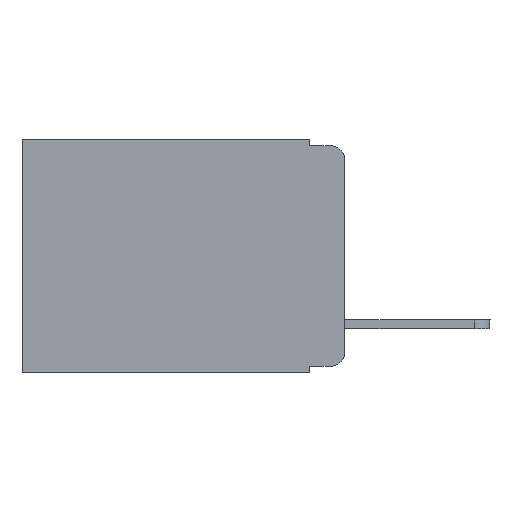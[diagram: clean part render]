
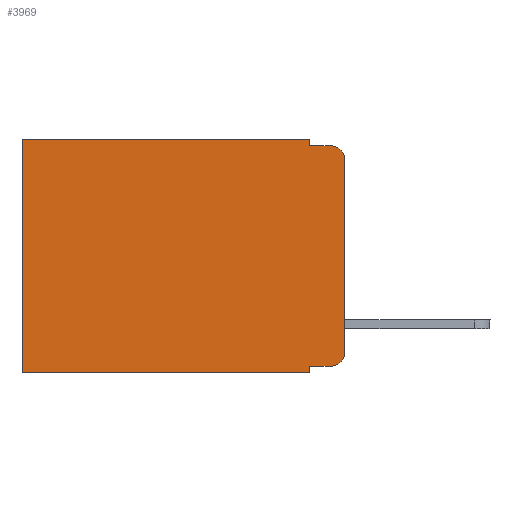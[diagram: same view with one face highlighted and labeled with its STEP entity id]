
A CAD part, left-side view. The second image highlights one B-rep face of the part: STEP entity #3969.
In plain terms, the highlighted planar face has unit normal (-1, 0, 0).
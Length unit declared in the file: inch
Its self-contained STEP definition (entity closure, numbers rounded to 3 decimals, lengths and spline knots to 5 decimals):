
#64 = VERTEX_POINT ( 'NONE', #7120 ) ;
#136 = ORIENTED_EDGE ( 'NONE', *, *, #13303, .F. ) ;
#360 = CARTESIAN_POINT ( 'NONE',  ( 0.298, 0.051, -0.01 ) ) ;
#476 = DIRECTION ( 'NONE',  ( 0., 0., -1. ) ) ;
#530 = LINE ( 'NONE', #8421, #2826 ) ;
#671 = EDGE_CURVE ( 'NONE', #3838, #5288, #530, .T. ) ;
#920 = CARTESIAN_POINT ( 'NONE',  ( 0.298, 0.051, 0. ) ) ;
#1181 = LINE ( 'NONE', #6775, #8738 ) ;
#1255 = CARTESIAN_POINT ( 'NONE',  ( 0.298, 0., -0.03 ) ) ;
#1296 = ORIENTED_EDGE ( 'NONE', *, *, #11016, .F. ) ;
#1630 = CARTESIAN_POINT ( 'NONE',  ( 0.298, 0.02, -0.333 ) ) ;
#1639 = VECTOR ( 'NONE', #10766, 39.37008 ) ;
#1841 = ORIENTED_EDGE ( 'NONE', *, *, #671, .T. ) ;
#2067 = VERTEX_POINT ( 'NONE', #10499 ) ;
#2145 = CARTESIAN_POINT ( 'NONE',  ( 0.298, 0., 0. ) ) ;
#2826 = VECTOR ( 'NONE', #7982, 39.37008 ) ;
#3011 = ORIENTED_EDGE ( 'NONE', *, *, #11975, .T. ) ;
#3174 = VECTOR ( 'NONE', #3260, 39.37008 ) ;
#3254 = EDGE_CURVE ( 'NONE', #3326, #64, #9509, .T. ) ;
#3260 = DIRECTION ( 'NONE',  ( 0., 0., -1. ) ) ;
#3326 = VERTEX_POINT ( 'NONE', #1255 ) ;
#3502 = CARTESIAN_POINT ( 'NONE',  ( 0.298, 0.051, -0.343 ) ) ;
#3588 = PLANE ( 'NONE',  #13221 ) ;
#3838 = VERTEX_POINT ( 'NONE', #7212 ) ;
#3930 = DIRECTION ( 'NONE',  ( 0., 0., -1. ) ) ;
#3969 = ADVANCED_FACE ( 'NONE', ( #8814 ), #3588, .F. ) ;
#4308 = ORIENTED_EDGE ( 'NONE', *, *, #5242, .T. ) ;
#4405 = ORIENTED_EDGE ( 'NONE', *, *, #10921, .F. ) ;
#4710 = CARTESIAN_POINT ( 'NONE',  ( 0.298, 0., 0. ) ) ;
#4786 = DIRECTION ( 'NONE',  ( 0., -1., 0. ) ) ;
#5009 = CARTESIAN_POINT ( 'NONE',  ( 0.298, 0., 0. ) ) ;
#5096 = CARTESIAN_POINT ( 'NONE',  ( 0.298, 0.02, -0.03 ) ) ;
#5242 = EDGE_CURVE ( 'NONE', #5288, #2067, #8625, .T. ) ;
#5288 = VERTEX_POINT ( 'NONE', #1630 ) ;
#5422 = VERTEX_POINT ( 'NONE', #8304 ) ;
#5793 = CARTESIAN_POINT ( 'NONE',  ( 0.298, 0.051, -0.01 ) ) ;
#6592 = ORIENTED_EDGE ( 'NONE', *, *, #3254, .T. ) ;
#6672 = ORIENTED_EDGE ( 'NONE', *, *, #8148, .T. ) ;
#6720 = VECTOR ( 'NONE', #3930, 39.37008 ) ;
#6771 = AXIS2_PLACEMENT_3D ( 'NONE', #10015, #11127, #8120 ) ;
#6775 = CARTESIAN_POINT ( 'NONE',  ( 0.298, 0.473, 0. ) ) ;
#7110 = EDGE_CURVE ( 'NONE', #3838, #9456, #8853, .T. ) ;
#7120 = CARTESIAN_POINT ( 'NONE',  ( 0.298, 0.02, -0.01 ) ) ;
#7189 = CARTESIAN_POINT ( 'NONE',  ( 0.298, 0.051, 0. ) ) ;
#7212 = CARTESIAN_POINT ( 'NONE',  ( 0.298, 0.051, -0.333 ) ) ;
#7299 = ORIENTED_EDGE ( 'NONE', *, *, #10634, .F. ) ;
#7371 = DIRECTION ( 'NONE',  ( 0., 0., -1. ) ) ;
#7765 = ORIENTED_EDGE ( 'NONE', *, *, #7110, .F. ) ;
#7965 = DIRECTION ( 'NONE',  ( 0., 0., -1. ) ) ;
#7982 = DIRECTION ( 'NONE',  ( 0., -1., 0. ) ) ;
#8120 = DIRECTION ( 'NONE',  ( 0., 0., -1. ) ) ;
#8148 = EDGE_CURVE ( 'NONE', #5422, #13355, #11002, .T. ) ;
#8304 = CARTESIAN_POINT ( 'NONE',  ( 0.298, 0.051, 0. ) ) ;
#8339 = DIRECTION ( 'NONE',  ( -1., 0., 0. ) ) ;
#8421 = CARTESIAN_POINT ( 'NONE',  ( 0.298, 0.051, -0.333 ) ) ;
#8625 = CIRCLE ( 'NONE', #6771, 0.02 ) ;
#8738 = VECTOR ( 'NONE', #476, 39.37008 ) ;
#8767 = VECTOR ( 'NONE', #4786, 39.37008 ) ;
#8814 = FACE_OUTER_BOUND ( 'NONE', #11501, .T. ) ;
#8853 = LINE ( 'NONE', #7189, #6720 ) ;
#9099 = LINE ( 'NONE', #5793, #8767 ) ;
#9281 = VECTOR ( 'NONE', #10270, 39.37008 ) ;
#9456 = VERTEX_POINT ( 'NONE', #3502 ) ;
#9509 = CIRCLE ( 'NONE', #13116, 0.02 ) ;
#9690 = CARTESIAN_POINT ( 'NONE',  ( 0.298, 0., -0.343 ) ) ;
#10015 = CARTESIAN_POINT ( 'NONE',  ( 0.298, 0.02, -0.313 ) ) ;
#10066 = VERTEX_POINT ( 'NONE', #360 ) ;
#10147 = DIRECTION ( 'NONE',  ( 1., 0., 0. ) ) ;
#10270 = DIRECTION ( 'NONE',  ( 0., 0., -1. ) ) ;
#10499 = CARTESIAN_POINT ( 'NONE',  ( 0.298, 0., -0.313 ) ) ;
#10634 = EDGE_CURVE ( 'NONE', #5422, #10066, #11941, .T. ) ;
#10766 = DIRECTION ( 'NONE',  ( 0., 1., 0. ) ) ;
#10921 = EDGE_CURVE ( 'NONE', #10066, #64, #9099, .T. ) ;
#10942 = CARTESIAN_POINT ( 'NONE',  ( 0.298, 0.473, 0. ) ) ;
#11002 = LINE ( 'NONE', #5009, #11318 ) ;
#11016 = EDGE_CURVE ( 'NONE', #3326, #2067, #13582, .T. ) ;
#11127 = DIRECTION ( 'NONE',  ( -1., 0., 0. ) ) ;
#11318 = VECTOR ( 'NONE', #12326, 39.37008 ) ;
#11501 = EDGE_LOOP ( 'NONE', ( #1296, #6592, #4405, #7299, #6672, #3011, #136, #7765, #1841, #4308 ) ) ;
#11682 = CARTESIAN_POINT ( 'NONE',  ( 0.298, 0.473, -0.343 ) ) ;
#11725 = VERTEX_POINT ( 'NONE', #11682 ) ;
#11941 = LINE ( 'NONE', #920, #9281 ) ;
#11975 = EDGE_CURVE ( 'NONE', #13355, #11725, #1181, .T. ) ;
#12326 = DIRECTION ( 'NONE',  ( 0., 1., 0. ) ) ;
#13116 = AXIS2_PLACEMENT_3D ( 'NONE', #5096, #8339, #7371 ) ;
#13178 = LINE ( 'NONE', #9690, #1639 ) ;
#13221 = AXIS2_PLACEMENT_3D ( 'NONE', #4710, #10147, #7965 ) ;
#13303 = EDGE_CURVE ( 'NONE', #9456, #11725, #13178, .T. ) ;
#13355 = VERTEX_POINT ( 'NONE', #10942 ) ;
#13582 = LINE ( 'NONE', #2145, #3174 ) ;
